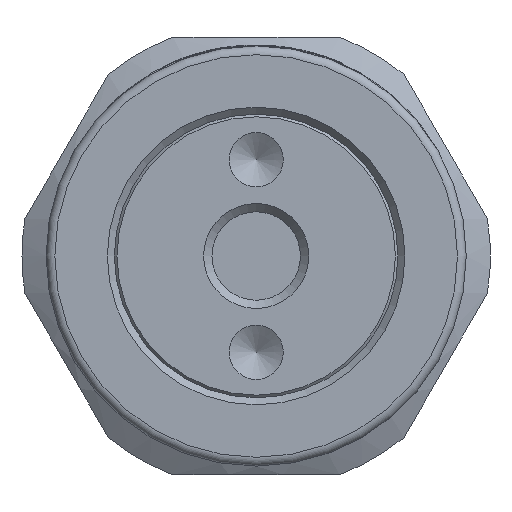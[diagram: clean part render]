
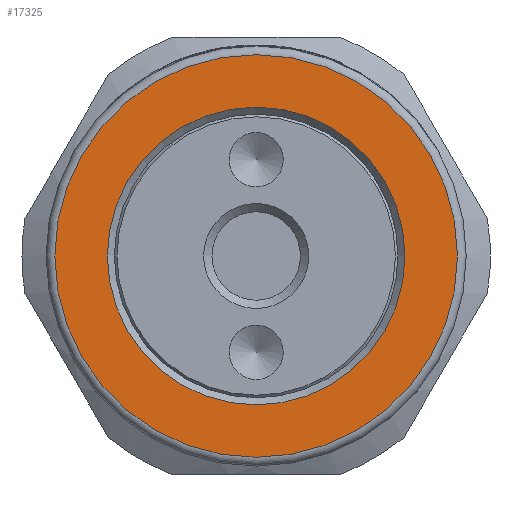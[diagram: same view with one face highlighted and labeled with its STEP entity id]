
A CAD part, left-side view. The second image highlights one B-rep face of the part: STEP entity #17325.
In plain terms, the highlighted planar face has unit normal (-1, 0, 0).
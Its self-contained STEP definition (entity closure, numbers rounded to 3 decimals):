
#16839=CARTESIAN_POINT('',(-98.0,-17.0,0.0));
#16840=VERTEX_POINT('',#16839);
#16841=CARTESIAN_POINT('',(-98.0,0.,0.0));
#16842=DIRECTION('',(1.0,0.0,0.0));
#16843=DIRECTION('',(0.0,-1.0,0.0));
#16844=AXIS2_PLACEMENT_3D('',#16841,#16842,#16843);
#16845=CIRCLE('',#16844,17.);
#16846=EDGE_CURVE('',#16840,#16840,#16845,.T.);
#17306=CARTESIAN_POINT('',(-98.0,18.5,0.0));
#17307=DIRECTION('',(-1.0,0.0,0.0));
#17308=DIRECTION('',(0.0,0.0,1.0));
#17309=AXIS2_PLACEMENT_3D('',#17306,#17307,#17308);
#17310=PLANE('',#17309);
#17311=CARTESIAN_POINT('',(-98.0,23.0,0.0));
#17312=VERTEX_POINT('',#17311);
#17313=CARTESIAN_POINT('',(-98.0,0.,0.0));
#17314=DIRECTION('',(1.0,0.0,0.0));
#17315=DIRECTION('',(0.0,-1.0,0.0));
#17316=AXIS2_PLACEMENT_3D('',#17313,#17314,#17315);
#17317=CIRCLE('',#17316,23.0);
#17318=EDGE_CURVE('',#17312,#17312,#17317,.T.);
#17319=ORIENTED_EDGE('',*,*,#17318,.F.);
#17320=EDGE_LOOP('',(#17319));
#17321=FACE_OUTER_BOUND('',#17320,.T.);
#17322=ORIENTED_EDGE('',*,*,#16846,.T.);
#17323=EDGE_LOOP('',(#17322));
#17324=FACE_BOUND('',#17323,.T.);
#17325=ADVANCED_FACE('',(#17321,#17324),#17310,.T.);
